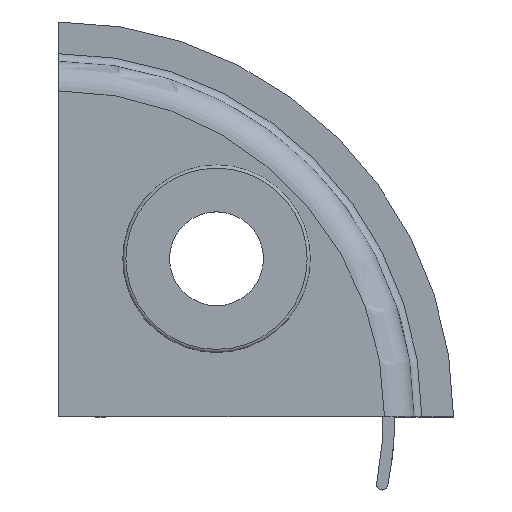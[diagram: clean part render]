
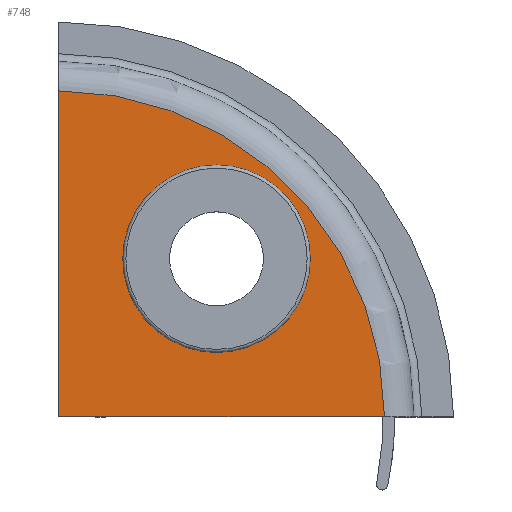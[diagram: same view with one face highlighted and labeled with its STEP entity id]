
A CAD part, top view. The second image highlights one B-rep face of the part: STEP entity #748.
In plain terms, the highlighted planar face has unit normal (0, 0, 1).
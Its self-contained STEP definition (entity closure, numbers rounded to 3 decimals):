
#52=FACE_BOUND('',#114,.T.);
#68=FACE_OUTER_BOUND('',#113,.T.);
#113=EDGE_LOOP('',(#545,#546,#547));
#114=EDGE_LOOP('',(#548));
#179=CIRCLE('',#821,104.8);
#180=CIRCLE('',#822,30.15);
#217=LINE('',#1144,#266);
#230=LINE('',#1186,#279);
#266=VECTOR('',#901,10.);
#279=VECTOR('',#934,10.);
#315=VERTEX_POINT('',#1142);
#316=VERTEX_POINT('',#1143);
#335=VERTEX_POINT('',#1185);
#349=VERTEX_POINT('',#1219);
#390=EDGE_CURVE('',#315,#316,#217,.T.);
#411=EDGE_CURVE('',#335,#316,#230,.T.);
#428=EDGE_CURVE('',#335,#315,#179,.T.);
#429=EDGE_CURVE('',#349,#349,#180,.T.);
#545=ORIENTED_EDGE('',*,*,#390,.F.);
#546=ORIENTED_EDGE('',*,*,#428,.F.);
#547=ORIENTED_EDGE('',*,*,#411,.T.);
#548=ORIENTED_EDGE('',*,*,#429,.T.);
#729=PLANE('',#820);
#748=ADVANCED_FACE('',(#68,#52),#729,.T.);
#820=AXIS2_PLACEMENT_3D('',#1217,#960,#961);
#821=AXIS2_PLACEMENT_3D('',#1218,#962,#963);
#822=AXIS2_PLACEMENT_3D('',#1220,#964,#965);
#901=DIRECTION('',(-1.,0.,0.));
#934=DIRECTION('',(0.,-1.,0.));
#960=DIRECTION('center_axis',(0.,0.,1.));
#961=DIRECTION('ref_axis',(1.,0.,0.));
#962=DIRECTION('center_axis',(0.,0.,-1.));
#963=DIRECTION('ref_axis',(1.,0.,0.));
#964=DIRECTION('center_axis',(0.,0.,-1.));
#965=DIRECTION('ref_axis',(-1.,0.,0.));
#1142=CARTESIAN_POINT('',(104.8,0.,50.8));
#1143=CARTESIAN_POINT('',(0.,0.,50.8));
#1144=CARTESIAN_POINT('',(0.,0.,50.8));
#1185=CARTESIAN_POINT('',(0.,104.8,50.8));
#1186=CARTESIAN_POINT('',(0.,-3.266,50.8));
#1217=CARTESIAN_POINT('Origin',(0.,0.,50.8));
#1218=CARTESIAN_POINT('Origin',(0.,0.,50.8));
#1219=CARTESIAN_POINT('',(80.95,50.8,50.8));
#1220=CARTESIAN_POINT('Origin',(50.8,50.8,50.8));
